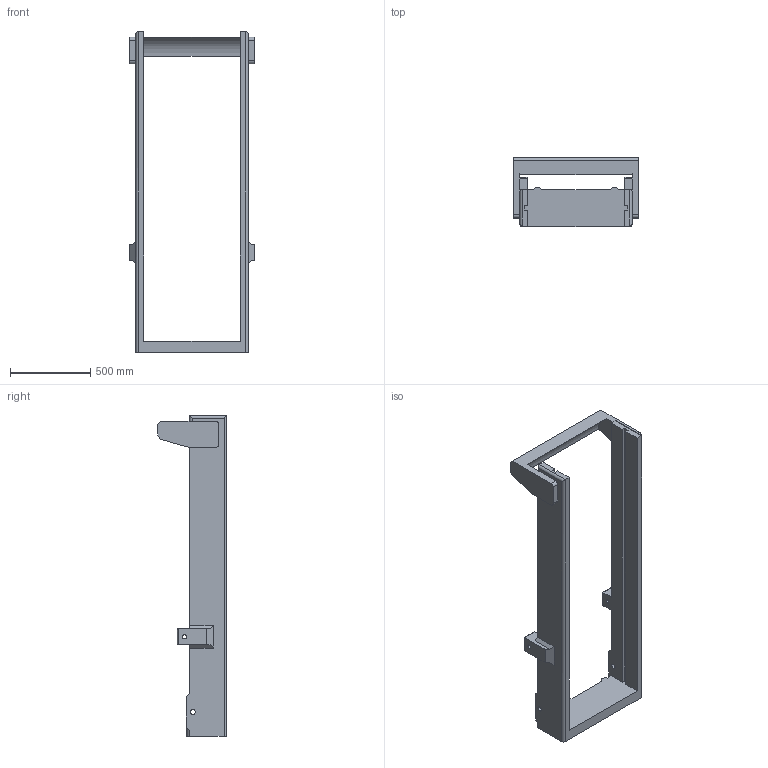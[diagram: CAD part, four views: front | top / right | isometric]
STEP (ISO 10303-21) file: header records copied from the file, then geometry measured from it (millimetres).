
FILE_DESCRIPTION(/* description */ (''),/* implementation_level */ '2;1');
FILE_NAME(/* name */ 'OuterMast.step',/* time_stamp */ '2025-05-27T21:07:13-04:00',/* author */ (''),/* organization */ (''),/* preprocessor_version */ 'ST-DEVELOPER v20.1',/* originating_system */ 'Autodesk Translation Framework v14.10.0.0',/* authorisation */ '');
FILE_SCHEMA (('AUTOMOTIVE_DESIGN { 1 0 10303 214 3 1 1 }'));
Length unit declared in the file: millimetre
Products named in the file (1): OuterMast
Bounding box: 780 x 430 x 2000 mm (x, y, z)
Volume: 64377456 mm3; surface area: 3327124.4 mm2
Topology: 1 solids, 1 shells, 102 faces, 284 edges, 182 vertices
Faces by surface type: plane 71, cylinder 31
Full cylindrical faces by diameter (mm): 25 x4, 30 x2
Entity records: 3285 total; most frequent: CARTESIAN_POINT 569, ORIENTED_EDGE 568, DIRECTION 542, EDGE_CURVE 284, LINE 232, VECTOR 232, VERTEX_POINT 182, AXIS2_PLACEMENT_3D 155
